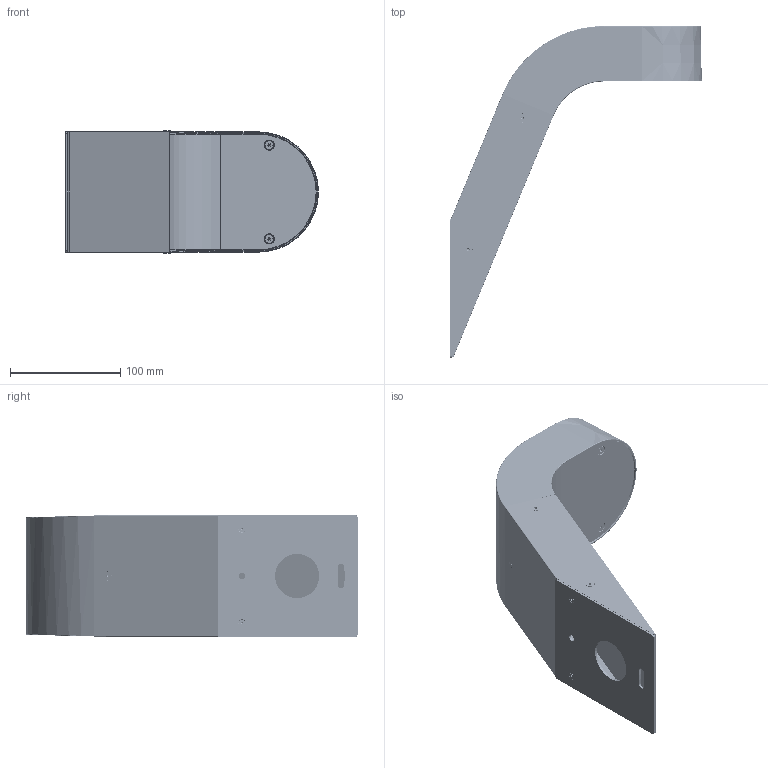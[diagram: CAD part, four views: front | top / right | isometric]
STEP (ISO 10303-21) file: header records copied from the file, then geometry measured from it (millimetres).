
FILE_DESCRIPTION (( 'STEP AP203' ), '1' );
FILE_NAME ('MOLDE_WALL.STEP', '2024-02-06T07:29:17', ( '' ), ( '' ), 'SwSTEP 2.0', 'SolidWorks 2022', '' );
FILE_SCHEMA (( 'CONFIG_CONTROL_DESIGN' ));
Length unit declared in the file: millimetre
Products named in the file (11): W11_GÓRA_M97_rs_W5 obr; MOLDE_WALL; W11_KSZT110x50x2_M97_rs_M143E_rs; WKR STOZ IMB M4x_rs_x16; WKR STOZ IMB M4x_rs_x08; WKR STOZ IMB M3x_rs_M3 x 06; W11_SZYBKA_M97_rs_w2; M143_Bla podstawy_rs_M143D; M143_Uchwyt W2 kpl_rs; W11_GÓRA KOMP_M97_rs_M143_rs; WKR STOZ IMB M4x_rs_x12
Assembly tree (15 placements, depth 3):
  MOLDE_WALL
    W11_GÓRA KOMP_M97_rs_M143_rs
      W11_GÓRA_M97_rs_W5 obr
      W11_SZYBKA_M97_rs_w2
      WKR STOZ IMB M4x_rs_x16  x2
    WKR STOZ IMB M4x_rs_x08  x3
    M143_Uchwyt W2 kpl_rs
      M143_Bla podstawy_rs_M143D
      WKR STOZ IMB M3x_rs_M3 x 06  x2
    WKR STOZ IMB M4x_rs_x12  x2
    W11_KSZT110x50x2_M97_rs_M143E_rs
Bounding box: 229.06 x 300.49 x 110.61 mm (x, y, z)
Volume: 395864.9 mm3; surface area: 285488 mm2
Topology: 13 solids, 13 shells, 1612 faces, 6676 edges, 5035 vertices
Faces by surface type: sphere 1085, plane 210, cylinder 131, cone 106, torus 41, bspline 39
Entity records: 47103 total; most frequent: CARTESIAN_POINT 9134, DIRECTION 8574, ORIENTED_EDGE 6374, AXIS2_PLACEMENT_3D 4033, EDGE_CURVE 3187, VERTEX_POINT 2748, EDGE_LOOP 2567, CIRCLE 2558
